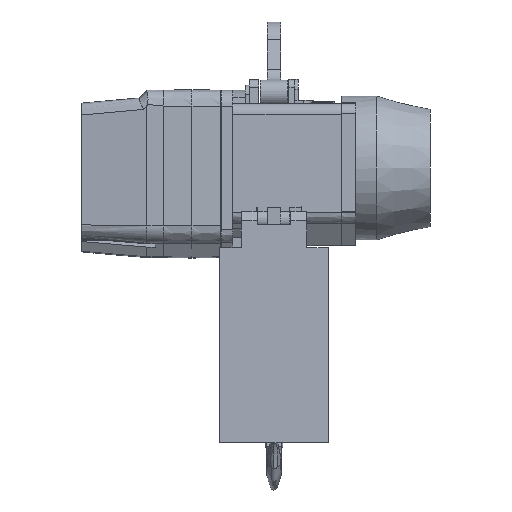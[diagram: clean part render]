
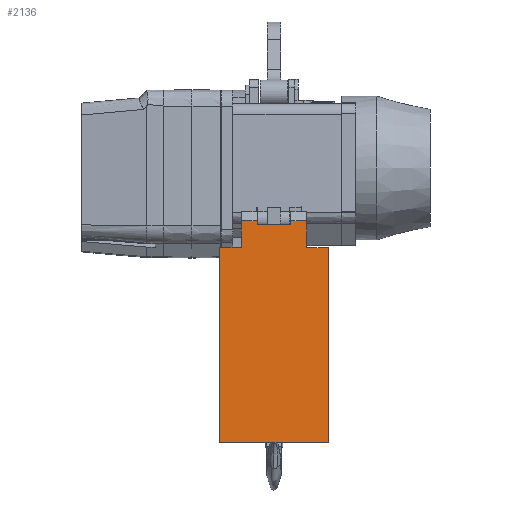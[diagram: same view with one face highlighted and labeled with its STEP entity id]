
A CAD part, left-side view. The second image highlights one B-rep face of the part: STEP entity #2136.
In plain terms, the highlighted face is planar.
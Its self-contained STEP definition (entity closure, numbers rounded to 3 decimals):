
#2136=ADVANCED_FACE('',(#4508),#4509,.T.);
#4508=FACE_OUTER_BOUND('',#12232,.T.);
#4509=PLANE('',#12233);
#12232=EDGE_LOOP('',(#20724,#20725,#20726,#20727,#20728,#20729,#20730,#20731,#20732,#20733,#20734,#20735));
#12233=AXIS2_PLACEMENT_3D('',#20736,#20737,#20738);
#20724=ORIENTED_EDGE('',*,*,#26772,.F.);
#20725=ORIENTED_EDGE('',*,*,#26537,.F.);
#20726=ORIENTED_EDGE('',*,*,#26798,.T.);
#20727=ORIENTED_EDGE('',*,*,#26327,.T.);
#20728=ORIENTED_EDGE('',*,*,#25050,.F.);
#20729=ORIENTED_EDGE('',*,*,#26799,.F.);
#20730=ORIENTED_EDGE('',*,*,#26800,.F.);
#20731=ORIENTED_EDGE('',*,*,#24894,.T.);
#20732=ORIENTED_EDGE('',*,*,#26801,.T.);
#20733=ORIENTED_EDGE('',*,*,#26802,.F.);
#20734=ORIENTED_EDGE('',*,*,#26803,.F.);
#20735=ORIENTED_EDGE('',*,*,#25315,.T.);
#20736=CARTESIAN_POINT('',(78.891,-311.4,-65.));
#20737=DIRECTION('',(0.999,0.052,0.));
#20738=DIRECTION('',(-0.052,0.999,0.));
#24894=EDGE_CURVE('',#28195,#28193,#28196,.T.);
#25050=EDGE_CURVE('',#28472,#28473,#28474,.T.);
#25315=EDGE_CURVE('',#28953,#28951,#28954,.T.);
#26327=EDGE_CURVE('',#30599,#28473,#30604,.T.);
#26537=EDGE_CURVE('',#30901,#30903,#30904,.T.);
#26772=EDGE_CURVE('',#30903,#28951,#31241,.T.);
#26798=EDGE_CURVE('',#30901,#30599,#31275,.T.);
#26799=EDGE_CURVE('',#31276,#28472,#31277,.T.);
#26800=EDGE_CURVE('',#28195,#31276,#31278,.T.);
#26801=EDGE_CURVE('',#28193,#31279,#31280,.T.);
#26802=EDGE_CURVE('',#31281,#31279,#31282,.T.);
#26803=EDGE_CURVE('',#28953,#31281,#31283,.T.);
#28193=VERTEX_POINT('',#33129);
#28195=VERTEX_POINT('',#33132);
#28196=LINE('',#33133,#33134);
#28472=VERTEX_POINT('',#33643);
#28473=VERTEX_POINT('',#33644);
#28474=LINE('',#33645,#33646);
#28951=VERTEX_POINT('',#35059);
#28953=VERTEX_POINT('',#35062);
#28954=LINE('',#35063,#35064);
#30599=VERTEX_POINT('',#38033);
#30604=LINE('',#38041,#38042);
#30901=VERTEX_POINT('',#38625);
#30903=VERTEX_POINT('',#38628);
#30904=LINE('',#38629,#38630);
#31241=LINE('',#39249,#39250);
#31275=LINE('',#39306,#39307);
#31276=VERTEX_POINT('',#39308);
#31277=LINE('',#39309,#39310);
#31278=LINE('',#39311,#39312);
#31279=VERTEX_POINT('',#39313);
#31280=LINE('',#39314,#39315);
#31281=VERTEX_POINT('',#39316);
#31282=LINE('',#39317,#39318);
#31283=LINE('',#39319,#39320);
#33129=CARTESIAN_POINT('',(66.654,-77.9,39.));
#33132=CARTESIAN_POINT('',(64.975,-45.875,39.));
#33133=CARTESIAN_POINT('',(64.975,-45.875,39.));
#33134=VECTOR('',#41989,1.);
#33643=CARTESIAN_POINT('',(65.186,-49.9,20.));
#33644=CARTESIAN_POINT('',(65.186,-49.9,-20.));
#33645=CARTESIAN_POINT('',(65.186,-49.9,20.));
#33646=VECTOR('',#42145,1.);
#35059=CARTESIAN_POINT('',(66.654,-77.9,-65.));
#35062=CARTESIAN_POINT('',(78.891,-311.4,-65.));
#35063=CARTESIAN_POINT('',(78.891,-311.4,-65.));
#35064=VECTOR('',#42360,1.);
#38033=CARTESIAN_POINT('',(64.975,-45.875,-20.));
#38041=CARTESIAN_POINT('',(64.975,-45.875,-20.));
#38042=VECTOR('',#43537,1.);
#38625=CARTESIAN_POINT('',(64.975,-45.875,-39.));
#38628=CARTESIAN_POINT('',(66.654,-77.9,-39.));
#38629=CARTESIAN_POINT('',(64.975,-45.875,-39.));
#38630=VECTOR('',#43734,1.);
#39249=CARTESIAN_POINT('',(66.654,-77.9,-39.));
#39250=VECTOR('',#43952,1.);
#39306=CARTESIAN_POINT('',(64.975,-45.875,-39.));
#39307=VECTOR('',#43980,1.);
#39308=CARTESIAN_POINT('',(64.975,-45.875,20.));
#39309=CARTESIAN_POINT('',(64.975,-45.875,20.));
#39310=VECTOR('',#43981,1.);
#39311=CARTESIAN_POINT('',(64.975,-45.875,39.));
#39312=VECTOR('',#43982,1.);
#39313=CARTESIAN_POINT('',(66.654,-77.9,65.));
#39314=CARTESIAN_POINT('',(66.654,-77.9,39.));
#39315=VECTOR('',#43983,1.);
#39316=CARTESIAN_POINT('',(78.891,-311.4,65.));
#39317=CARTESIAN_POINT('',(78.891,-311.4,65.));
#39318=VECTOR('',#43984,1.);
#39319=CARTESIAN_POINT('',(78.891,-311.4,-65.));
#39320=VECTOR('',#43985,1.);
#41989=DIRECTION('',(0.052,-0.999,0.));
#42145=DIRECTION('',(0.,0.,-1.));
#42360=DIRECTION('',(-0.052,0.999,0.));
#43537=DIRECTION('',(0.052,-0.999,0.));
#43734=DIRECTION('',(0.052,-0.999,0.));
#43952=DIRECTION('',(0.,0.,-1.));
#43980=DIRECTION('',(0.,0.,1.));
#43981=DIRECTION('',(0.052,-0.999,0.));
#43982=DIRECTION('',(0.,0.,-1.));
#43983=DIRECTION('',(0.,0.,1.));
#43984=DIRECTION('',(-0.052,0.999,0.));
#43985=DIRECTION('',(0.,0.,1.));
